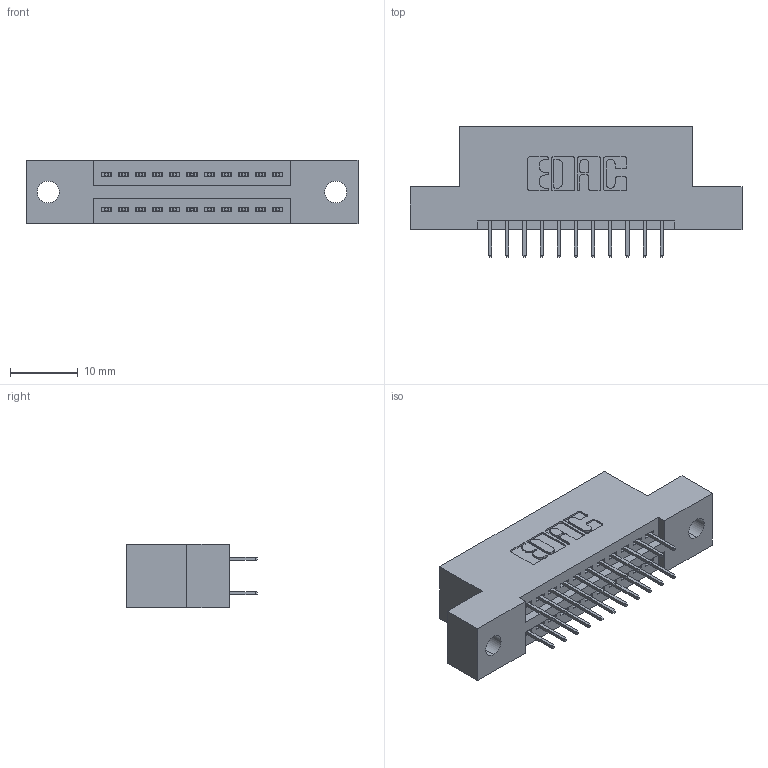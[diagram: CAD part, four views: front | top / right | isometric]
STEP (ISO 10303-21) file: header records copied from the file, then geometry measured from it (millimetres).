
FILE_DESCRIPTION (( 'STEP AP203' ), '1' );
FILE_NAME ('345-022-524-202.STEP', '2019-10-27T10:37:45', ( '' ), ( '' ), 'SwSTEP 2.0', 'SolidWorks 2016', '' );
FILE_SCHEMA (( 'CONFIG_CONTROL_DESIGN' ));
Length unit declared in the file: inch
Products named in the file (3): 345 Part_Flush Mounting Lugs - 0.128 Dia; 345-022-524-202; 345-292-001_345-293-124
Assembly tree (23 placements, depth 2):
  345-022-524-202
    345 Part_Flush Mounting Lugs - 0.128 Dia
    345-292-001_345-293-124  x22
Bounding box: 49.15 x 19.35 x 9.4 mm (x, y, z)
Volume: 4416.7 mm3; surface area: 5567.5 mm2
Topology: 23 solids, 23 shells, 1314 faces, 3707 edges, 2382 vertices
Faces by surface type: plane 938, cylinder 376
Entity records: 12881 total; most frequent: CARTESIAN_POINT 2188, ORIENTED_EDGE 2122, DIRECTION 1969, EDGE_CURVE 1061, LINE 889, VECTOR 889, VERTEX_POINT 702, AXIS2_PLACEMENT_3D 540
